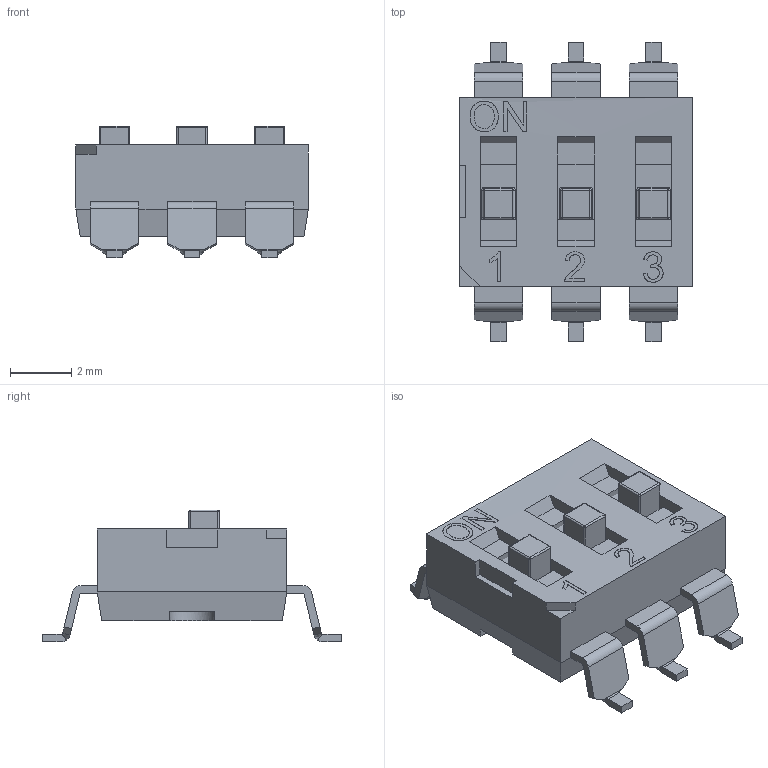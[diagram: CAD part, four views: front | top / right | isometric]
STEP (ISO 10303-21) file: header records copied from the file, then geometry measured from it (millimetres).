
FILE_DESCRIPTION(/* description */ ('','CAx-IF Rec.Pracs.---Representation and Presentation of Product Manufacturing Information (PMI)---4.0---2014-10-13'),/* implementation_level */ '2;1');
FILE_NAME(/* name */ '2.54_SMD DIP SWITCH 3P.step',/* time_stamp */ '2025-03-27T23:15:06+03:00',/* author */ (''),/* organization */ (''),/* preprocessor_version */ 'ST-DEVELOPER v20',/* originating_system */ 'Autodesk Translation Framework v13.20.0.188',/* authorisation */ '');
FILE_SCHEMA (('AP242_MANAGED_MODEL_BASED_3D_ENGINEERING_MIM_LF { 1 0 10303 442 1 1 4 }'));
Length unit declared in the file: millimetre
Products named in the file (1): SMD DIP SWITCH 3P
Bounding box: 7.62 x 9.8 x 4.32 mm (x, y, z)
Volume: 148.4 mm3; surface area: 346.6 mm2
Topology: 10 solids, 10 shells, 554 faces, 1489 edges, 934 vertices
Faces by surface type: plane 343, cylinder 163, bspline 24, sphere 12, torus 12
Full cylindrical faces by diameter (mm): 0.57 x3, 0.6 x9
Entity records: 19744 total; most frequent: CARTESIAN_POINT 5694, ORIENTED_EDGE 2978, DIRECTION 2834, EDGE_CURVE 1489, LINE 1086, VECTOR 1086, VERTEX_POINT 934, AXIS2_PLACEMENT_3D 874
